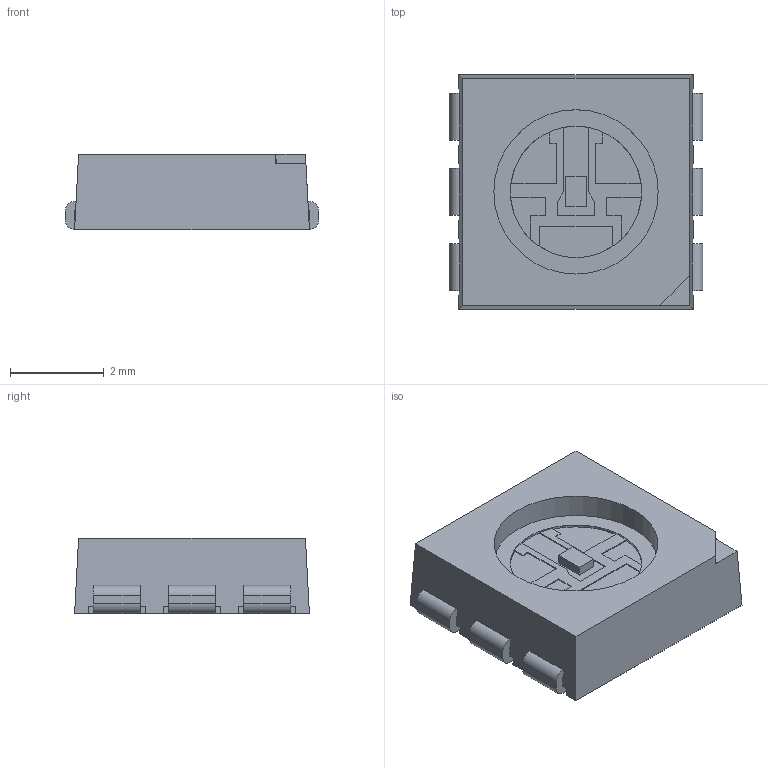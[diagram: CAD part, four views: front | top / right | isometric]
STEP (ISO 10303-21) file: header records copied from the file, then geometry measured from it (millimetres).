
FILE_DESCRIPTION (( 'STEP AP214' ), '1' );
FILE_NAME ('SMD_6P-L5.0-W5.0-TL.STEP', '2021-08-03T11:53:10', ( '' ), ( '' ), 'SwSTEP 2.0', 'SolidWorks 2018', '' );
FILE_SCHEMA (( 'AUTOMOTIVE_DESIGN' ));
Length unit declared in the file: millimetre
Products named in the file (1): SMD_6P-L5.0-W5.0-TL
Bounding box: 5.4 x 5 x 1.6 mm (x, y, z)
Volume: 33.6 mm3; surface area: 97.5 mm2
Topology: 1 solids, 1 shells, 214 faces, 622 edges, 414 vertices
Faces by surface type: plane 172, cylinder 28, bspline 14
Entity records: 10090 total; most frequent: CARTESIAN_POINT 2049, ORIENTED_EDGE 1244, DIRECTION 1064, EDGE_CURVE 622, LINE 526, VECTOR 526, VERTEX_POINT 414, AXIS2_PLACEMENT_3D 269
